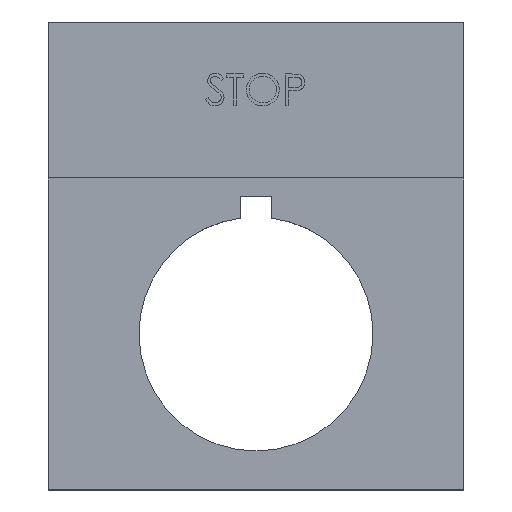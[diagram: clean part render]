
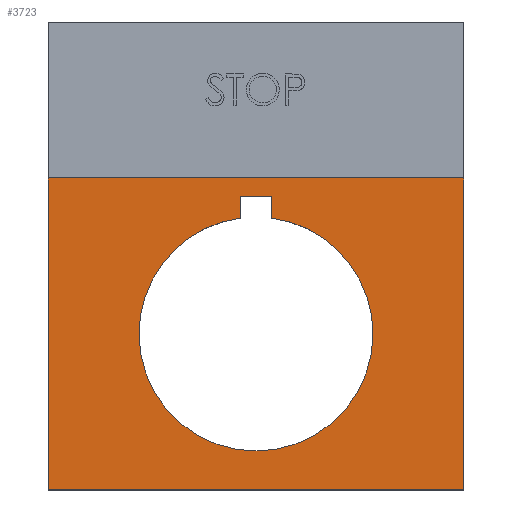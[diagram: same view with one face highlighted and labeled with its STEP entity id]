
A CAD part, top view. The second image highlights one B-rep face of the part: STEP entity #3723.
In plain terms, the highlighted planar face has unit normal (0, 0, 1).
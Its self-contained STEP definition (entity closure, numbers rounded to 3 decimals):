
#6 = AXIS2_PLACEMENT_3D ( 'NONE', #3162, #1070, #1085 ) ;
#29 = VERTEX_POINT ( 'NONE', #139 ) ;
#34 = VERTEX_POINT ( 'NONE', #2910 ) ;
#61 = CARTESIAN_POINT ( 'NONE',  ( 0., 0., 0.5 ) ) ;
#96 = DIRECTION ( 'NONE',  ( 1., 0., 0. ) ) ;
#139 = CARTESIAN_POINT ( 'NONE',  ( 1.5, 13.25, 0.5 ) ) ;
#174 = DIRECTION ( 'NONE',  ( 0., 1., 0. ) ) ;
#302 = CARTESIAN_POINT ( 'NONE',  ( 1.5, 11.15, 0.5 ) ) ;
#312 = CARTESIAN_POINT ( 'NONE',  ( -1.5, 9.25, 0.5 ) ) ;
#364 = CARTESIAN_POINT ( 'NONE',  ( -1.5, 13.25, 0.5 ) ) ;
#380 = ORIENTED_EDGE ( 'NONE', *, *, #1103, .F. ) ;
#402 = FACE_OUTER_BOUND ( 'NONE', #2057, .T. ) ;
#469 = EDGE_CURVE ( 'NONE', #2204, #3265, #3167, .T. ) ;
#482 = DIRECTION ( 'NONE',  ( 1., 0., 0. ) ) ;
#530 = PLANE ( 'NONE',  #1378 ) ;
#580 = DIRECTION ( 'NONE',  ( 0., -1., 0. ) ) ;
#582 = CIRCLE ( 'NONE', #3823, 11.25 ) ;
#819 = EDGE_CURVE ( 'NONE', #34, #2204, #1766, .T. ) ;
#886 = ORIENTED_EDGE ( 'NONE', *, *, #4184, .T. ) ;
#945 = VECTOR ( 'NONE', #2740, 1000. ) ;
#1044 = FACE_BOUND ( 'NONE', #2299, .T. ) ;
#1070 = DIRECTION ( 'NONE',  ( 0., 0., 1. ) ) ;
#1085 = DIRECTION ( 'NONE',  ( 1., 0., 0. ) ) ;
#1103 = EDGE_CURVE ( 'NONE', #1434, #3720, #4396, .T. ) ;
#1158 = DIRECTION ( 'NONE',  ( 1., 0., 0. ) ) ;
#1191 = DIRECTION ( 'NONE',  ( 0., 0., 1. ) ) ;
#1193 = CARTESIAN_POINT ( 'NONE',  ( -20., 15., 0.5 ) ) ;
#1378 = AXIS2_PLACEMENT_3D ( 'NONE', #3650, #2271, #4003 ) ;
#1434 = VERTEX_POINT ( 'NONE', #3490 ) ;
#1468 = DIRECTION ( 'NONE',  ( 1., 0., 0. ) ) ;
#1536 = CARTESIAN_POINT ( 'NONE',  ( 0., 0., 0.5 ) ) ;
#1569 = CARTESIAN_POINT ( 'NONE',  ( 20., -15., 0.5 ) ) ;
#1673 = CARTESIAN_POINT ( 'NONE',  ( -20., -15., 0.5 ) ) ;
#1766 = CIRCLE ( 'NONE', #6, 11.25 ) ;
#1768 = VERTEX_POINT ( 'NONE', #302 ) ;
#1796 = VECTOR ( 'NONE', #174, 1000. ) ;
#1871 = ORIENTED_EDGE ( 'NONE', *, *, #819, .F. ) ;
#1908 = ORIENTED_EDGE ( 'NONE', *, *, #3353, .T. ) ;
#2011 = CARTESIAN_POINT ( 'NONE',  ( 11.25, 0., 0.5 ) ) ;
#2057 = EDGE_LOOP ( 'NONE', ( #380, #3055, #886, #1908 ) ) ;
#2063 = EDGE_CURVE ( 'NONE', #1768, #29, #2359, .T. ) ;
#2149 = EDGE_CURVE ( 'NONE', #4259, #1434, #2652, .T. ) ;
#2204 = VERTEX_POINT ( 'NONE', #3575 ) ;
#2221 = CARTESIAN_POINT ( 'NONE',  ( -20., -15., 0.5 ) ) ;
#2271 = DIRECTION ( 'NONE',  ( 0., 0., -1. ) ) ;
#2299 = EDGE_LOOP ( 'NONE', ( #3410, #3780, #2392, #3772, #1871, #2962 ) ) ;
#2359 = LINE ( 'NONE', #2965, #1796 ) ;
#2363 = EDGE_CURVE ( 'NONE', #3265, #1768, #582, .T. ) ;
#2392 = ORIENTED_EDGE ( 'NONE', *, *, #2363, .F. ) ;
#2446 = DIRECTION ( 'NONE',  ( -1., 0., 0. ) ) ;
#2481 = VECTOR ( 'NONE', #96, 1000. ) ;
#2528 = DIRECTION ( 'NONE',  ( 0., 0., 1. ) ) ;
#2631 = CARTESIAN_POINT ( 'NONE',  ( 20., 30., 0.5 ) ) ;
#2652 = LINE ( 'NONE', #1193, #2481 ) ;
#2740 = DIRECTION ( 'NONE',  ( 0., -1., 0. ) ) ;
#2844 = VECTOR ( 'NONE', #2446, 1000. ) ;
#2910 = CARTESIAN_POINT ( 'NONE',  ( -1.5, 11.15, 0.5 ) ) ;
#2957 = VECTOR ( 'NONE', #1158, 1000. ) ;
#2962 = ORIENTED_EDGE ( 'NONE', *, *, #4103, .F. ) ;
#2965 = CARTESIAN_POINT ( 'NONE',  ( 1.5, 9.25, 0.5 ) ) ;
#3036 = AXIS2_PLACEMENT_3D ( 'NONE', #1536, #1191, #482 ) ;
#3055 = ORIENTED_EDGE ( 'NONE', *, *, #2149, .F. ) ;
#3106 = LINE ( 'NONE', #2221, #2957 ) ;
#3162 = CARTESIAN_POINT ( 'NONE',  ( 0., 0., 0.5 ) ) ;
#3167 = CIRCLE ( 'NONE', #3036, 11.25 ) ;
#3247 = CARTESIAN_POINT ( 'NONE',  ( -1.5, 13.25, 0.5 ) ) ;
#3265 = VERTEX_POINT ( 'NONE', #2011 ) ;
#3274 = LINE ( 'NONE', #364, #2844 ) ;
#3291 = EDGE_CURVE ( 'NONE', #29, #3829, #3274, .T. ) ;
#3341 = VECTOR ( 'NONE', #3819, 1000. ) ;
#3353 = EDGE_CURVE ( 'NONE', #4001, #3720, #3106, .T. ) ;
#3410 = ORIENTED_EDGE ( 'NONE', *, *, #3291, .F. ) ;
#3490 = CARTESIAN_POINT ( 'NONE',  ( 20., 15., 0.5 ) ) ;
#3575 = CARTESIAN_POINT ( 'NONE',  ( -11.25, 0., 0.5 ) ) ;
#3650 = CARTESIAN_POINT ( 'NONE',  ( 0., 0., 0.5 ) ) ;
#3651 = VECTOR ( 'NONE', #580, 1000. ) ;
#3720 = VERTEX_POINT ( 'NONE', #1569 ) ;
#3723 = ADVANCED_FACE ( 'NONE', ( #1044, #402 ), #530, .F. ) ;
#3772 = ORIENTED_EDGE ( 'NONE', *, *, #469, .F. ) ;
#3780 = ORIENTED_EDGE ( 'NONE', *, *, #2063, .F. ) ;
#3819 = DIRECTION ( 'NONE',  ( 0., -1., 0. ) ) ;
#3823 = AXIS2_PLACEMENT_3D ( 'NONE', #61, #2528, #1468 ) ;
#3829 = VERTEX_POINT ( 'NONE', #3247 ) ;
#4001 = VERTEX_POINT ( 'NONE', #1673 ) ;
#4003 = DIRECTION ( 'NONE',  ( -1., 0., 0. ) ) ;
#4103 = EDGE_CURVE ( 'NONE', #3829, #34, #4246, .T. ) ;
#4168 = CARTESIAN_POINT ( 'NONE',  ( -20., 15., 0.5 ) ) ;
#4183 = CARTESIAN_POINT ( 'NONE',  ( -20., 30., 0.5 ) ) ;
#4184 = EDGE_CURVE ( 'NONE', #4259, #4001, #4460, .T. ) ;
#4246 = LINE ( 'NONE', #312, #945 ) ;
#4259 = VERTEX_POINT ( 'NONE', #4168 ) ;
#4396 = LINE ( 'NONE', #2631, #3651 ) ;
#4460 = LINE ( 'NONE', #4183, #3341 ) ;
